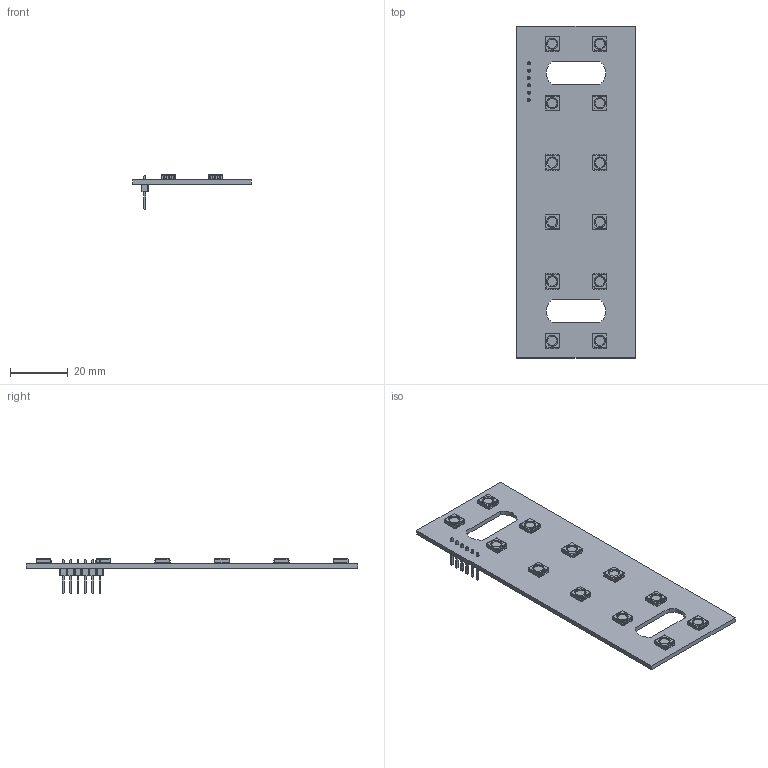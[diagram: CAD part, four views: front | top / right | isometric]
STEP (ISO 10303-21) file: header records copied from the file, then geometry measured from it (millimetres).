
FILE_DESCRIPTION(('KiCad electronic assembly'),'2;1');
FILE_NAME('Coin_Slots.step','2023-08-20T20:58:37',('Pcbnew'),('Kicad'), 'Open CASCADE STEP processor 7.6','KiCad to STEP converter','Unknown' );
FILE_SCHEMA(('AUTOMOTIVE_DESIGN { 1 0 10303 214 1 1 1 1 }'));
Length unit declared in the file: millimetre
Products named in the file (6): Coin_Slots 1; LED_RGB_5050-6; SOLID; PinHeader_1x06_P2.54mm_Vertical; Coin_Slots PCB
Assembly tree (16 placements, depth 3):
  Coin_Slots 1
    LED_RGB_5050-6  x12
      SOLID
    PinHeader_1x06_P2.54mm_Vertical
      SOLID
    Coin_Slots PCB
Bounding box: 41.06 x 115.35 x 11.84 mm (x, y, z)
Volume: 7596.9 mm3; surface area: 11039.1 mm2
Topology: 14 solids, 14 shells, 1368 faces, 4260 edges, 2800 vertices
Faces by surface type: bspline 1348, plane 10, cylinder 10
Full cylindrical faces by diameter (mm): 1 x6
Entity records: 18026 total; most frequent: CARTESIAN_POINT 6293, B_SPLINE_CURVE_WITH_KNOTS 1871, ORIENTED_EDGE 1458, PCURVE 1458, DEFINITIONAL_REPRESENTATION 1458, EDGE_CURVE 729, SURFACE_CURVE 721, VERTEX_POINT 468
